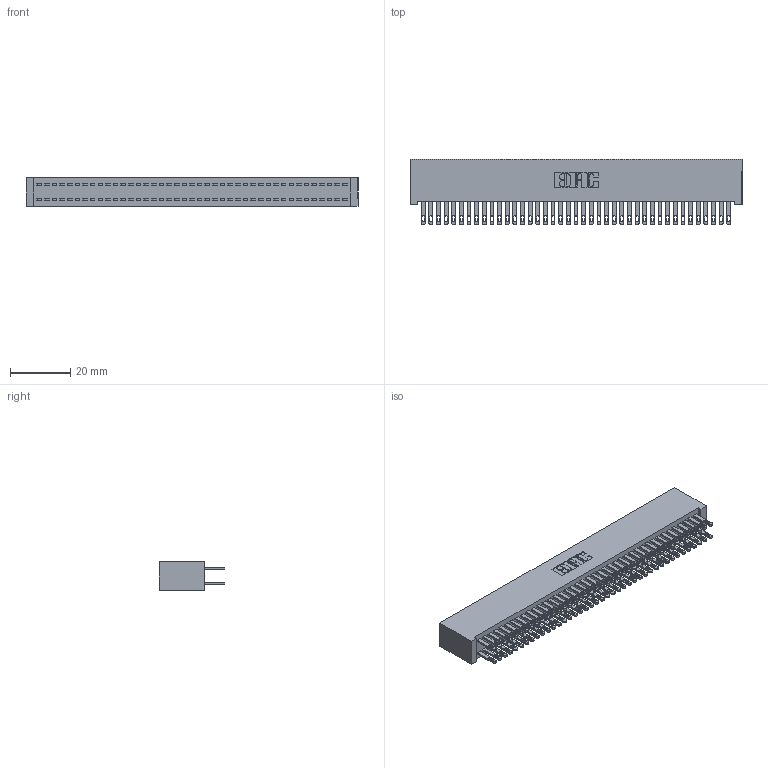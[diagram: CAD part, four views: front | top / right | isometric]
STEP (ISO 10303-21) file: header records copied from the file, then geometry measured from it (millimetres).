
FILE_DESCRIPTION (( 'STEP AP203' ), '1' );
FILE_NAME ('342-082-500-201.STEP', '2019-10-04T11:56:11', ( '' ), ( '' ), 'SwSTEP 2.0', 'SolidWorks 2016', '' );
FILE_SCHEMA (( 'CONFIG_CONTROL_DESIGN' ));
Length unit declared in the file: inch
Products named in the file (3): 342 Part_Lugless; 345-292-001_345-293-100; 342-082-500-201
Assembly tree (83 placements, depth 2):
  342-082-500-201
    342 Part_Lugless
    345-292-001_345-293-100  x82
Bounding box: 110.39 x 21.85 x 9.4 mm (x, y, z)
Volume: 10603.7 mm3; surface area: 18466.9 mm2
Topology: 83 solids, 83 shells, 4038 faces, 12329 edges, 8218 vertices
Faces by surface type: plane 2522, cylinder 1516
Entity records: 26027 total; most frequent: CARTESIAN_POINT 4310, ORIENTED_EDGE 4246, DIRECTION 3679, EDGE_CURVE 2123, LINE 1999, VECTOR 1999, VERTEX_POINT 1414, AXIS2_PLACEMENT_3D 840
